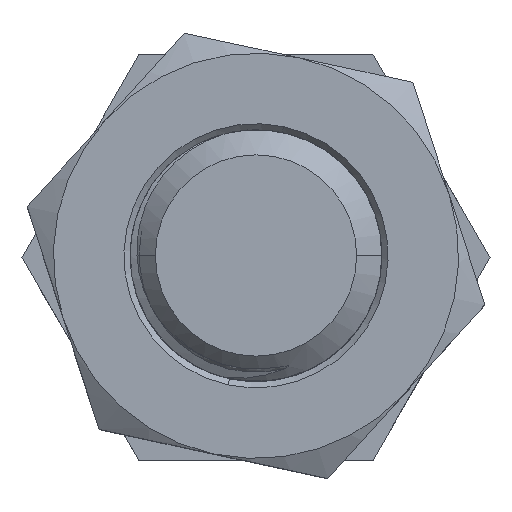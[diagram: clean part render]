
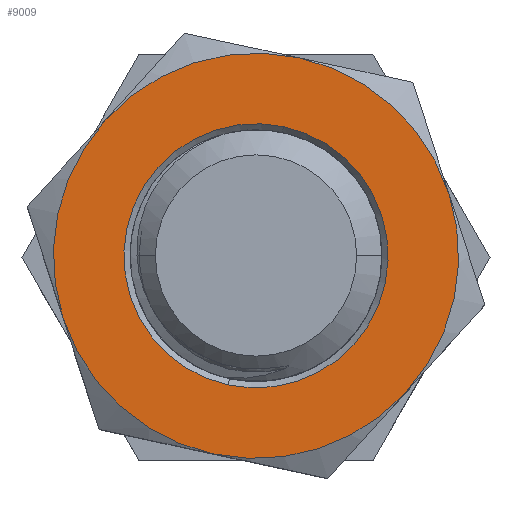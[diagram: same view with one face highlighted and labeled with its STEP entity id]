
A CAD part, top view. The second image highlights one B-rep face of the part: STEP entity #9009.
In plain terms, the highlighted planar face has unit normal (0, 0, 1).
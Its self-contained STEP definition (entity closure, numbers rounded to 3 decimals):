
#37 = DIRECTION ( 'NONE',  ( 0., 0., -1. ) ) ;
#96 = DIRECTION ( 'NONE',  ( 0., -1., 0. ) ) ;
#126 = DIRECTION ( 'NONE',  ( 0., 0., 1. ) ) ;
#130 = CARTESIAN_POINT ( 'NONE',  ( 0., 0., 46.495 ) ) ;
#254 = ORIENTED_EDGE ( 'NONE', *, *, #911, .T. ) ;
#558 = FACE_BOUND ( 'NONE', #7740, .T. ) ;
#577 = CIRCLE ( 'NONE', #6348, 8.054 ) ;
#597 = EDGE_CURVE ( 'NONE', #4182, #1065, #4290, .T. ) ;
#629 = ORIENTED_EDGE ( 'NONE', *, *, #1624, .T. ) ;
#904 = DIRECTION ( 'NONE',  ( 0., -1., 0. ) ) ;
#911 = EDGE_CURVE ( 'NONE', #8917, #6148, #7167, .T. ) ;
#1065 = VERTEX_POINT ( 'NONE', #7802 ) ;
#1624 = EDGE_CURVE ( 'NONE', #5440, #8437, #4755, .T. ) ;
#1644 = CARTESIAN_POINT ( 'NONE',  ( 0., 0., 46.495 ) ) ;
#1653 = EDGE_CURVE ( 'NONE', #8437, #8917, #2852, .T. ) ;
#1673 = DIRECTION ( 'NONE',  ( 0., 0., 1. ) ) ;
#1798 = CARTESIAN_POINT ( 'NONE',  ( 0., -5.25, 46.495 ) ) ;
#1826 = ORIENTED_EDGE ( 'NONE', *, *, #5543, .T. ) ;
#1916 = CARTESIAN_POINT ( 'NONE',  ( -6.975, 4.027, 46.495 ) ) ;
#2102 = ORIENTED_EDGE ( 'NONE', *, *, #5358, .T. ) ;
#2346 = CARTESIAN_POINT ( 'NONE',  ( -6.975, -4.027, 46.495 ) ) ;
#2351 = DIRECTION ( 'NONE',  ( 0., -1., 0. ) ) ;
#2571 = PLANE ( 'NONE',  #5284 ) ;
#2665 = AXIS2_PLACEMENT_3D ( 'NONE', #130, #4787, #904 ) ;
#2784 = CARTESIAN_POINT ( 'NONE',  ( 6.975, -4.027, 46.495 ) ) ;
#2852 = CIRCLE ( 'NONE', #7945, 8.054 ) ;
#3271 = AXIS2_PLACEMENT_3D ( 'NONE', #6177, #37, #5476 ) ;
#3315 = CARTESIAN_POINT ( 'NONE',  ( 0., 0., 46.495 ) ) ;
#3448 = DIRECTION ( 'NONE',  ( 0., -1., 0. ) ) ;
#3957 = CARTESIAN_POINT ( 'NONE',  ( 0., 0., 46.495 ) ) ;
#3962 = DIRECTION ( 'NONE',  ( 0., 0., 1. ) ) ;
#3993 = CARTESIAN_POINT ( 'NONE',  ( 0., -8.054, 46.495 ) ) ;
#4055 = DIRECTION ( 'NONE',  ( 0., 0., 1. ) ) ;
#4121 = DIRECTION ( 'NONE',  ( 0., 0., 1. ) ) ;
#4182 = VERTEX_POINT ( 'NONE', #1798 ) ;
#4185 = CARTESIAN_POINT ( 'NONE',  ( 0., 0., 46.495 ) ) ;
#4289 = AXIS2_PLACEMENT_3D ( 'NONE', #3957, #126, #2351 ) ;
#4290 = CIRCLE ( 'NONE', #4421, 5.25 ) ;
#4421 = AXIS2_PLACEMENT_3D ( 'NONE', #9253, #9155, #6147 ) ;
#4755 = CIRCLE ( 'NONE', #4289, 8.054 ) ;
#4787 = DIRECTION ( 'NONE',  ( 0., 0., 1. ) ) ;
#4820 = DIRECTION ( 'NONE',  ( 0., -1., 0. ) ) ;
#4853 = DIRECTION ( 'NONE',  ( 0., -1., 0. ) ) ;
#4958 = CARTESIAN_POINT ( 'NONE',  ( 0., 0., 46.495 ) ) ;
#5284 = AXIS2_PLACEMENT_3D ( 'NONE', #4185, #4121, #6502 ) ;
#5358 = EDGE_CURVE ( 'NONE', #1065, #4182, #8123, .T. ) ;
#5440 = VERTEX_POINT ( 'NONE', #3993 ) ;
#5476 = DIRECTION ( 'NONE',  ( 0., -1., 0. ) ) ;
#5535 = CARTESIAN_POINT ( 'NONE',  ( 0., 0., 46.495 ) ) ;
#5543 = EDGE_CURVE ( 'NONE', #8275, #7443, #6707, .T. ) ;
#5709 = CIRCLE ( 'NONE', #7963, 8.054 ) ;
#5725 = EDGE_CURVE ( 'NONE', #7443, #5440, #577, .T. ) ;
#5758 = CARTESIAN_POINT ( 'NONE',  ( 6.975, 4.027, 46.495 ) ) ;
#5779 = EDGE_LOOP ( 'NONE', ( #7176, #629, #7727, #254, #9013, #1826 ) ) ;
#6148 = VERTEX_POINT ( 'NONE', #7710 ) ;
#6147 = DIRECTION ( 'NONE',  ( 0., -1., 0. ) ) ;
#6177 = CARTESIAN_POINT ( 'NONE',  ( 0., 0., 46.495 ) ) ;
#6348 = AXIS2_PLACEMENT_3D ( 'NONE', #4958, #7972, #3448 ) ;
#6502 = DIRECTION ( 'NONE',  ( 0., -1., 0. ) ) ;
#6707 = CIRCLE ( 'NONE', #7012, 8.054 ) ;
#7012 = AXIS2_PLACEMENT_3D ( 'NONE', #3315, #3962, #4853 ) ;
#7167 = CIRCLE ( 'NONE', #2665, 8.054 ) ;
#7176 = ORIENTED_EDGE ( 'NONE', *, *, #5725, .T. ) ;
#7443 = VERTEX_POINT ( 'NONE', #2346 ) ;
#7710 = CARTESIAN_POINT ( 'NONE',  ( 0., 8.054, 46.495 ) ) ;
#7727 = ORIENTED_EDGE ( 'NONE', *, *, #1653, .T. ) ;
#7740 = EDGE_LOOP ( 'NONE', ( #9980, #2102 ) ) ;
#7802 = CARTESIAN_POINT ( 'NONE',  ( 0., 5.25, 46.495 ) ) ;
#7945 = AXIS2_PLACEMENT_3D ( 'NONE', #1644, #1673, #96 ) ;
#7963 = AXIS2_PLACEMENT_3D ( 'NONE', #5535, #4055, #4820 ) ;
#7972 = DIRECTION ( 'NONE',  ( 0., 0., 1. ) ) ;
#8123 = CIRCLE ( 'NONE', #3271, 5.25 ) ;
#8275 = VERTEX_POINT ( 'NONE', #1916 ) ;
#8437 = VERTEX_POINT ( 'NONE', #2784 ) ;
#8663 = EDGE_CURVE ( 'NONE', #6148, #8275, #5709, .T. ) ;
#8917 = VERTEX_POINT ( 'NONE', #5758 ) ;
#9009 = ADVANCED_FACE ( 'NONE', ( #558, #9223 ), #2571, .T. ) ;
#9013 = ORIENTED_EDGE ( 'NONE', *, *, #8663, .T. ) ;
#9155 = DIRECTION ( 'NONE',  ( 0., 0., -1. ) ) ;
#9223 = FACE_OUTER_BOUND ( 'NONE', #5779, .T. ) ;
#9253 = CARTESIAN_POINT ( 'NONE',  ( 0., 0., 46.495 ) ) ;
#9980 = ORIENTED_EDGE ( 'NONE', *, *, #597, .T. ) ;
